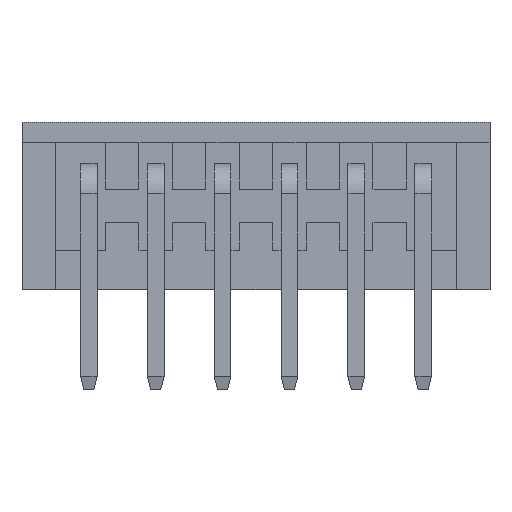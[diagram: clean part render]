
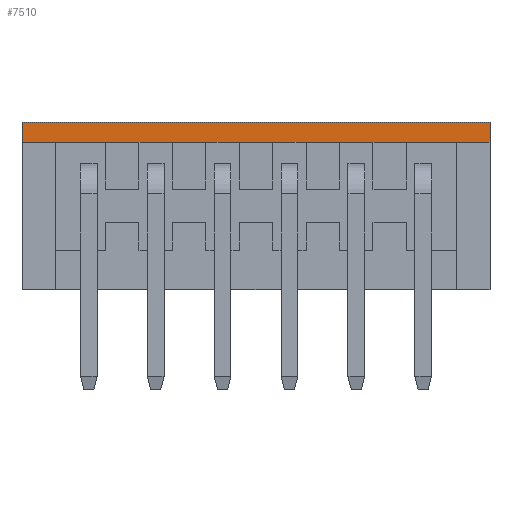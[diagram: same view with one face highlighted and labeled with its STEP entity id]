
A CAD part, top view. The second image highlights one B-rep face of the part: STEP entity #7510.
In plain terms, the highlighted planar face has unit normal (0, 0, 1).
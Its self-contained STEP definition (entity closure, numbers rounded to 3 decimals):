
#7120=CARTESIAN_POINT('',(8.778,2.655,5.6));
#7130=DIRECTION('',(0.,0.,-1.));
#7140=DIRECTION('',(0.,-1.,0.));
#7150=AXIS2_PLACEMENT_3D('',#7120,#7130,#7140);
#7160=PLANE('',#7150);
#7170=CARTESIAN_POINT('',(3.778,0.,5.6));
#7180=DIRECTION('',(0.,1.,0.));
#7190=VECTOR('',#7180,1.);
#7200=LINE('',#7170,#7190);
#7210=CARTESIAN_POINT('',(3.778,2.055,5.6));
#7220=VERTEX_POINT('',#7210);
#7230=CARTESIAN_POINT('',(3.778,2.655,5.6));
#7240=VERTEX_POINT('',#7230);
#7250=EDGE_CURVE('',#7220,#7240,#7200,.T.);
#7260=ORIENTED_EDGE('',*,*,#7250,.T.);
#7270=CARTESIAN_POINT('',(6.778,2.055,5.6));
#7280=DIRECTION('',(-1.,0.,0.));
#7290=VECTOR('',#7280,1.);
#7300=LINE('',#7270,#7290);
#7310=CARTESIAN_POINT('',(-10.222,2.055,5.6));
#7320=VERTEX_POINT('',#7310);
#7330=EDGE_CURVE('',#7220,#7320,#7300,.T.);
#7340=ORIENTED_EDGE('',*,*,#7330,.F.);
#7350=CARTESIAN_POINT('',(-10.222,0.,5.6));
#7360=DIRECTION('',(0.,1.,0.));
#7370=VECTOR('',#7360,1.);
#7380=LINE('',#7350,#7370);
#7390=CARTESIAN_POINT('',(-10.222,2.655,5.6));
#7400=VERTEX_POINT('',#7390);
#7410=EDGE_CURVE('',#7320,#7400,#7380,.T.);
#7420=ORIENTED_EDGE('',*,*,#7410,.F.);
#7430=CARTESIAN_POINT('',(22.,2.655,5.6));
#7440=DIRECTION('',(-1.,0.,0.));
#7450=VECTOR('',#7440,1.);
#7460=LINE('',#7430,#7450);
#7470=EDGE_CURVE('',#7240,#7400,#7460,.T.);
#7480=ORIENTED_EDGE('',*,*,#7470,.T.);
#7490=EDGE_LOOP('',(#7480,#7420,#7340,#7260));
#7500=FACE_OUTER_BOUND('',#7490,.T.);
#7510=ADVANCED_FACE('',(#7500),#7160,.F.);
